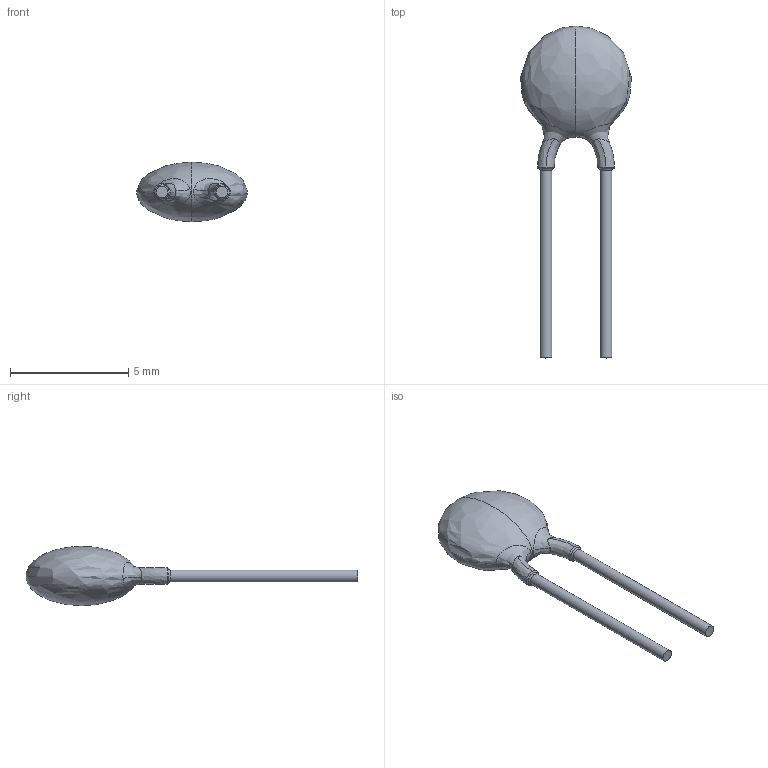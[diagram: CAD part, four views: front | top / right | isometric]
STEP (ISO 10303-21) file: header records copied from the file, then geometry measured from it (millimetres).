
FILE_DESCRIPTION(/* description */ (''),/* implementation_level */ '2;1');
FILE_NAME(/* name */ 'Ceramic Disc Capacitor.step',/* time_stamp */ '2019-04-11T00:37:07+01:00',/* author */ ('adamshortuk'),/* organization */ (''),/* preprocessor_version */ 'ST-DEVELOPER v18',/* originating_system */ 'Autodesk Translation Framework v8.2.0.1029',/* authorisation */ '');
FILE_SCHEMA (('AUTOMOTIVE_DESIGN { 1 0 10303 214 3 1 1 }'));
Length unit declared in the file: millimetre
Products named in the file (1): Ceramic Disc Capacitor
Bounding box: 4.69 x 14.03 x 2.5 mm (x, y, z)
Volume: 33.5 mm3; surface area: 81.1 mm2
Topology: 1 solids, 1 shells, 20 faces, 60 edges, 40 vertices
Faces by surface type: bspline 14, cylinder 2, torus 2, plane 2
Full cylindrical faces by diameter (mm): 0.5 x2
Entity records: 2415 total; most frequent: CARTESIAN_POINT 1927, ORIENTED_EDGE 112, DIRECTION 60, EDGE_CURVE 56, VERTEX_POINT 40, B_SPLINE_CURVE_WITH_KNOTS 32, AXIS2_PLACEMENT_3D 29, EDGE_LOOP 22
